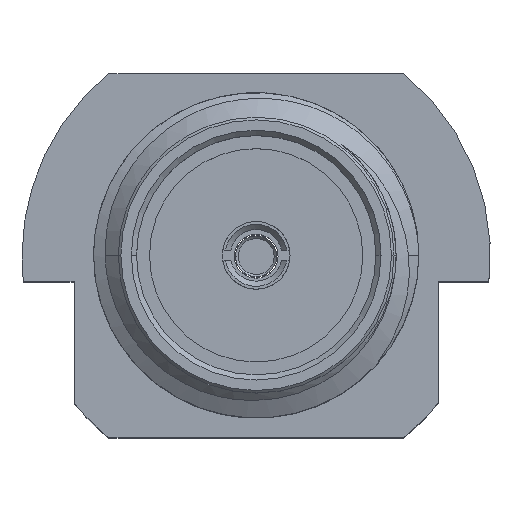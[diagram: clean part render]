
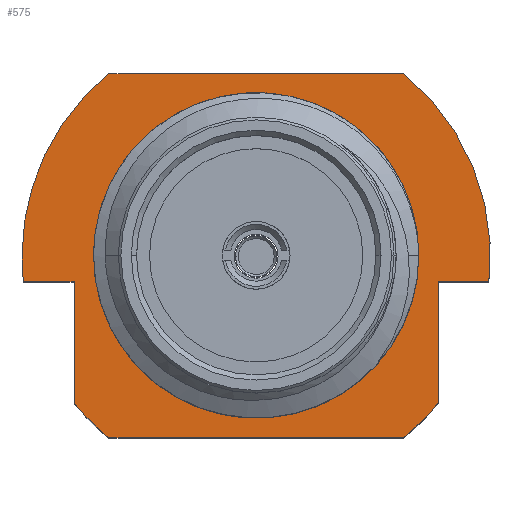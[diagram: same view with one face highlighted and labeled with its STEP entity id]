
A CAD part, top view. The second image highlights one B-rep face of the part: STEP entity #575.
In plain terms, the highlighted planar face has unit normal (0, 0, 1).
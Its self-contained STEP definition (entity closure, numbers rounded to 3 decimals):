
#2 = ORIENTED_EDGE ( 'NONE', *, *, #2588, .F. ) ;
#87 = ORIENTED_EDGE ( 'NONE', *, *, #728, .T. ) ;
#95 = LINE ( 'NONE', #1909, #130 ) ;
#130 = VECTOR ( 'NONE', #756, 1000. ) ;
#173 = DIRECTION ( 'NONE',  ( 1., 0., 0. ) ) ;
#254 = CARTESIAN_POINT ( 'NONE',  ( 2.75, 0., 6.85 ) ) ;
#273 = CARTESIAN_POINT ( 'NONE',  ( -3.5, -3.5, 6.85 ) ) ;
#281 = CIRCLE ( 'NONE', #1334, 4.5 ) ;
#293 = DIRECTION ( 'NONE',  ( 0., -1., 0. ) ) ;
#307 = CARTESIAN_POINT ( 'NONE',  ( 3.5, 2.65, 6.85 ) ) ;
#339 = LINE ( 'NONE', #273, #2253 ) ;
#373 = VECTOR ( 'NONE', #2632, 1000. ) ;
#382 = EDGE_CURVE ( 'NONE', #1458, #1328, #339, .T. ) ;
#393 = EDGE_CURVE ( 'NONE', #1798, #2423, #1735, .T. ) ;
#408 = EDGE_LOOP ( 'NONE', ( #2045, #1101, #1105, #2967, #3026, #2927, #2, #2724, #893, #461, #1726 ) ) ;
#461 = ORIENTED_EDGE ( 'NONE', *, *, #839, .T. ) ;
#467 = CIRCLE ( 'NONE', #997, 4.5 ) ;
#502 = EDGE_CURVE ( 'NONE', #2686, #1328, #569, .T. ) ;
#508 = CARTESIAN_POINT ( 'NONE',  ( 0., 0., 6.85 ) ) ;
#516 = CIRCLE ( 'NONE', #712, 2.75 ) ;
#539 = FACE_OUTER_BOUND ( 'NONE', #408, .T. ) ;
#544 = DIRECTION ( 'NONE',  ( 0., 0., -1. ) ) ;
#545 = LINE ( 'NONE', #307, #2617 ) ;
#569 = CIRCLE ( 'NONE', #2365, 4.5 ) ;
#575 = ADVANCED_FACE ( 'NONE', ( #1004, #539 ), #2386, .T. ) ;
#671 = CARTESIAN_POINT ( 'NONE',  ( 3.5, -2.828, 6.85 ) ) ;
#712 = AXIS2_PLACEMENT_3D ( 'NONE', #2275, #2039, #173 ) ;
#728 = EDGE_CURVE ( 'NONE', #1823, #999, #516, .T. ) ;
#747 = DIRECTION ( 'NONE',  ( 1., 0., 0. ) ) ;
#756 = DIRECTION ( 'NONE',  ( -1., 0., 0. ) ) ;
#761 = AXIS2_PLACEMENT_3D ( 'NONE', #1312, #818, #800 ) ;
#777 = ORIENTED_EDGE ( 'NONE', *, *, #2652, .T. ) ;
#800 = DIRECTION ( 'NONE',  ( 1., 0., 0. ) ) ;
#818 = DIRECTION ( 'NONE',  ( 0., 0., -1. ) ) ;
#839 = EDGE_CURVE ( 'NONE', #1021, #2313, #2094, .T. ) ;
#847 = CIRCLE ( 'NONE', #1489, 4.5 ) ;
#893 = ORIENTED_EDGE ( 'NONE', *, *, #1646, .F. ) ;
#906 = EDGE_LOOP ( 'NONE', ( #87, #777 ) ) ;
#942 = VECTOR ( 'NONE', #943, 1000. ) ;
#943 = DIRECTION ( 'NONE',  ( 1., 0., 0. ) ) ;
#997 = AXIS2_PLACEMENT_3D ( 'NONE', #1392, #1876, #1638 ) ;
#998 = CARTESIAN_POINT ( 'NONE',  ( 2.828, -3.5, 6.85 ) ) ;
#999 = VERTEX_POINT ( 'NONE', #1275 ) ;
#1004 = FACE_BOUND ( 'NONE', #906, .T. ) ;
#1021 = VERTEX_POINT ( 'NONE', #1034 ) ;
#1034 = CARTESIAN_POINT ( 'NONE',  ( 3.5, -0.5, 6.85 ) ) ;
#1101 = ORIENTED_EDGE ( 'NONE', *, *, #1442, .F. ) ;
#1105 = ORIENTED_EDGE ( 'NONE', *, *, #2093, .F. ) ;
#1117 = CARTESIAN_POINT ( 'NONE',  ( 0., 3.5, 6.85 ) ) ;
#1190 = DIRECTION ( 'NONE',  ( -1., 0., 0. ) ) ;
#1195 = AXIS2_PLACEMENT_3D ( 'NONE', #2605, #544, #1190 ) ;
#1197 = CIRCLE ( 'NONE', #761, 2.75 ) ;
#1240 = CARTESIAN_POINT ( 'NONE',  ( -2.828, 3.5, 6.85 ) ) ;
#1261 = DIRECTION ( 'NONE',  ( 0., 0., -1. ) ) ;
#1275 = CARTESIAN_POINT ( 'NONE',  ( -2.75, 0., 6.85 ) ) ;
#1312 = CARTESIAN_POINT ( 'NONE',  ( 0., 0., 6.85 ) ) ;
#1328 = VERTEX_POINT ( 'NONE', #1605 ) ;
#1334 = AXIS2_PLACEMENT_3D ( 'NONE', #1945, #1707, #2140 ) ;
#1392 = CARTESIAN_POINT ( 'NONE',  ( 0., 0., 6.85 ) ) ;
#1417 = CARTESIAN_POINT ( 'NONE',  ( -4.472, -0.5, 6.85 ) ) ;
#1442 = EDGE_CURVE ( 'NONE', #2861, #2581, #467, .T. ) ;
#1458 = VERTEX_POINT ( 'NONE', #2131 ) ;
#1461 = DIRECTION ( 'NONE',  ( 0., 0., 1. ) ) ;
#1476 = CARTESIAN_POINT ( 'NONE',  ( 0., -0.5, 6.85 ) ) ;
#1489 = AXIS2_PLACEMENT_3D ( 'NONE', #508, #1261, #2372 ) ;
#1605 = CARTESIAN_POINT ( 'NONE',  ( -3.5, -2.828, 6.85 ) ) ;
#1638 = DIRECTION ( 'NONE',  ( -1., 0., 0. ) ) ;
#1646 = EDGE_CURVE ( 'NONE', #1021, #1798, #545, .T. ) ;
#1707 = DIRECTION ( 'NONE',  ( 0., 0., -1. ) ) ;
#1726 = ORIENTED_EDGE ( 'NONE', *, *, #1892, .F. ) ;
#1735 = CIRCLE ( 'NONE', #1195, 4.5 ) ;
#1798 = VERTEX_POINT ( 'NONE', #671 ) ;
#1823 = VERTEX_POINT ( 'NONE', #254 ) ;
#1838 = VERTEX_POINT ( 'NONE', #1417 ) ;
#1876 = DIRECTION ( 'NONE',  ( 0., 0., -1. ) ) ;
#1892 = EDGE_CURVE ( 'NONE', #2676, #2313, #281, .T. ) ;
#1909 = CARTESIAN_POINT ( 'NONE',  ( 0., -3.5, 6.85 ) ) ;
#1923 = DIRECTION ( 'NONE',  ( 0., -1., 0. ) ) ;
#1945 = CARTESIAN_POINT ( 'NONE',  ( 0., 0., 6.85 ) ) ;
#1997 = EDGE_CURVE ( 'NONE', #1458, #1838, #2657, .T. ) ;
#2039 = DIRECTION ( 'NONE',  ( 0., 0., -1. ) ) ;
#2045 = ORIENTED_EDGE ( 'NONE', *, *, #2281, .F. ) ;
#2073 = DIRECTION ( 'NONE',  ( 0., 0., -1. ) ) ;
#2093 = EDGE_CURVE ( 'NONE', #1838, #2861, #847, .T. ) ;
#2094 = LINE ( 'NONE', #2142, #942 ) ;
#2116 = AXIS2_PLACEMENT_3D ( 'NONE', #2874, #1461, #747 ) ;
#2127 = VECTOR ( 'NONE', #2299, 1000. ) ;
#2131 = CARTESIAN_POINT ( 'NONE',  ( -3.5, -0.5, 6.85 ) ) ;
#2140 = DIRECTION ( 'NONE',  ( -1., 0., 0. ) ) ;
#2142 = CARTESIAN_POINT ( 'NONE',  ( 5., -0.5, 6.85 ) ) ;
#2253 = VECTOR ( 'NONE', #293, 1000. ) ;
#2275 = CARTESIAN_POINT ( 'NONE',  ( 0., 0., 6.85 ) ) ;
#2281 = EDGE_CURVE ( 'NONE', #2581, #2676, #2513, .T. ) ;
#2299 = DIRECTION ( 'NONE',  ( 1., 0., 0. ) ) ;
#2313 = VERTEX_POINT ( 'NONE', #2580 ) ;
#2365 = AXIS2_PLACEMENT_3D ( 'NONE', #2763, #2073, #3017 ) ;
#2372 = DIRECTION ( 'NONE',  ( -1., 0., 0. ) ) ;
#2386 = PLANE ( 'NONE',  #2116 ) ;
#2423 = VERTEX_POINT ( 'NONE', #998 ) ;
#2443 = CARTESIAN_POINT ( 'NONE',  ( 2.828, 3.5, 6.85 ) ) ;
#2468 = CARTESIAN_POINT ( 'NONE',  ( -2.828, -3.5, 6.85 ) ) ;
#2513 = LINE ( 'NONE', #1117, #2127 ) ;
#2580 = CARTESIAN_POINT ( 'NONE',  ( 4.472, -0.5, 6.85 ) ) ;
#2581 = VERTEX_POINT ( 'NONE', #1240 ) ;
#2588 = EDGE_CURVE ( 'NONE', #2423, #2686, #95, .T. ) ;
#2605 = CARTESIAN_POINT ( 'NONE',  ( 0., 0., 6.85 ) ) ;
#2617 = VECTOR ( 'NONE', #1923, 1000. ) ;
#2632 = DIRECTION ( 'NONE',  ( -1., 0., 0. ) ) ;
#2652 = EDGE_CURVE ( 'NONE', #999, #1823, #1197, .T. ) ;
#2657 = LINE ( 'NONE', #1476, #373 ) ;
#2676 = VERTEX_POINT ( 'NONE', #2443 ) ;
#2686 = VERTEX_POINT ( 'NONE', #2468 ) ;
#2724 = ORIENTED_EDGE ( 'NONE', *, *, #393, .F. ) ;
#2754 = CARTESIAN_POINT ( 'NONE',  ( -4.5, 0., 6.85 ) ) ;
#2763 = CARTESIAN_POINT ( 'NONE',  ( 0., 0., 6.85 ) ) ;
#2861 = VERTEX_POINT ( 'NONE', #2754 ) ;
#2874 = CARTESIAN_POINT ( 'NONE',  ( 0., 2.65, 6.85 ) ) ;
#2927 = ORIENTED_EDGE ( 'NONE', *, *, #502, .F. ) ;
#2967 = ORIENTED_EDGE ( 'NONE', *, *, #1997, .F. ) ;
#3017 = DIRECTION ( 'NONE',  ( -1., 0., 0. ) ) ;
#3026 = ORIENTED_EDGE ( 'NONE', *, *, #382, .T. ) ;
